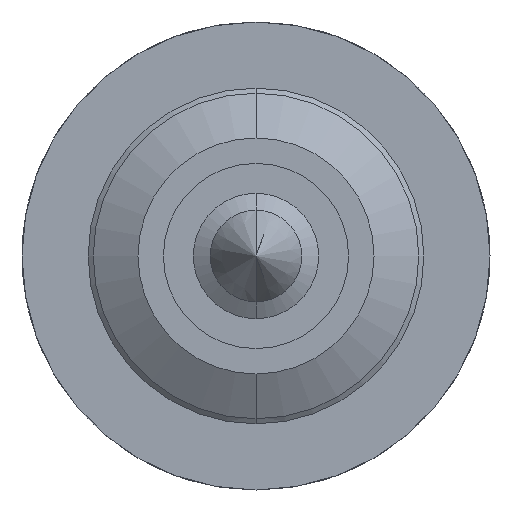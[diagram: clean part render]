
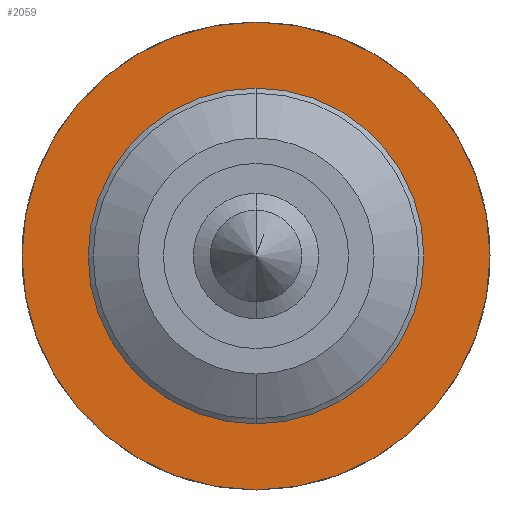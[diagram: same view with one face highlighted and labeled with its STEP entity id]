
A CAD part, front view. The second image highlights one B-rep face of the part: STEP entity #2059.
In plain terms, the highlighted planar face has unit normal (0, -1, 0).
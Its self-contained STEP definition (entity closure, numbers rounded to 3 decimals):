
#63 = DIRECTION ( 'NONE',  ( 0., 1., 0. ) ) ;
#89 = DIRECTION ( 'NONE',  ( 0., 0., 1. ) ) ;
#279 = AXIS2_PLACEMENT_3D ( 'NONE', #3545, #3222, #3851 ) ;
#352 = ORIENTED_EDGE ( 'NONE', *, *, #1537, .F. ) ;
#417 = DIRECTION ( 'NONE',  ( 0., 1., 0. ) ) ;
#442 = CARTESIAN_POINT ( 'NONE',  ( 0., -2., 0. ) ) ;
#529 = ORIENTED_EDGE ( 'NONE', *, *, #3880, .T. ) ;
#748 = CARTESIAN_POINT ( 'NONE',  ( 0., -2., 0.825 ) ) ;
#808 = FACE_BOUND ( 'NONE', #1818, .T. ) ;
#884 = CIRCLE ( 'NONE', #2638, 1.15 ) ;
#1032 = EDGE_CURVE ( 'Defeature ausgef�hrt2_5+Defeature ausgef�hrt2_6+Defeature ausgef�hrt2_6+Defeature ausgef�hrt2_6', #1794, #3113, #2043, .T. ) ;
#1049 = CARTESIAN_POINT ( 'NONE',  ( 0., -2., 1.15 ) ) ;
#1388 = DIRECTION ( 'NONE',  ( 0., 0., 1. ) ) ;
#1534 = CIRCLE ( 'NONE', #1560, 0.825 ) ;
#1537 = EDGE_CURVE ( 'Defeature ausgef�hrt2_5+Defeature ausgef�hrt2_6+Defeature ausgef�hrt2_6+Defeature ausgef�hrt2_6', #3113, #1794, #884, .T. ) ;
#1560 = AXIS2_PLACEMENT_3D ( 'NONE', #1837, #2115, #2133 ) ;
#1650 = CARTESIAN_POINT ( 'NONE',  ( 0., -2., 0. ) ) ;
#1745 = FACE_OUTER_BOUND ( 'NONE', #2703, .T. ) ;
#1794 = VERTEX_POINT ( 'NONE', #4042 ) ;
#1818 = EDGE_LOOP ( 'NONE', ( #529, #3081 ) ) ;
#1837 = CARTESIAN_POINT ( 'NONE',  ( 0., -2., 0. ) ) ;
#2043 = CIRCLE ( 'NONE', #2502, 1.15 ) ;
#2059 = ADVANCED_FACE ( 'Defeature ausgef�hrt2_6', ( #1745, #808 ), #2935, .F. ) ;
#2065 = VERTEX_POINT ( 'NONE', #748 ) ;
#2115 = DIRECTION ( 'NONE',  ( 0., 1., 0. ) ) ;
#2133 = DIRECTION ( 'NONE',  ( 0., 0., 1. ) ) ;
#2464 = ORIENTED_EDGE ( 'NONE', *, *, #1032, .F. ) ;
#2502 = AXIS2_PLACEMENT_3D ( 'NONE', #1650, #63, #89 ) ;
#2618 = CARTESIAN_POINT ( 'NONE',  ( 0., -2., -0.825 ) ) ;
#2638 = AXIS2_PLACEMENT_3D ( 'NONE', #442, #417, #3837 ) ;
#2703 = EDGE_LOOP ( 'NONE', ( #352, #2464 ) ) ;
#2935 = PLANE ( 'NONE',  #279 ) ;
#2955 = CIRCLE ( 'NONE', #3069, 0.825 ) ;
#3069 = AXIS2_PLACEMENT_3D ( 'NONE', #3239, #3577, #1388 ) ;
#3081 = ORIENTED_EDGE ( 'NONE', *, *, #3718, .T. ) ;
#3113 = VERTEX_POINT ( 'NONE', #1049 ) ;
#3157 = VERTEX_POINT ( 'NONE', #2618 ) ;
#3222 = DIRECTION ( 'NONE',  ( 0., 1., 0. ) ) ;
#3239 = CARTESIAN_POINT ( 'NONE',  ( 0., -2., 0. ) ) ;
#3545 = CARTESIAN_POINT ( 'NONE',  ( 1.15, -2., 0. ) ) ;
#3577 = DIRECTION ( 'NONE',  ( 0., 1., 0. ) ) ;
#3718 = EDGE_CURVE ( 'Defeature ausgef�hrt2_6+Defeature ausgef�hrt2_4+Defeature ausgef�hrt2_4+Defeature ausgef�hrt2_4', #3157, #2065, #2955, .T. ) ;
#3837 = DIRECTION ( 'NONE',  ( 0., 0., 1. ) ) ;
#3851 = DIRECTION ( 'NONE',  ( 0., 0., 1. ) ) ;
#3880 = EDGE_CURVE ( 'Defeature ausgef�hrt2_6+Defeature ausgef�hrt2_4+Defeature ausgef�hrt2_4+Defeature ausgef�hrt2_4', #2065, #3157, #1534, .T. ) ;
#4042 = CARTESIAN_POINT ( 'NONE',  ( 0., -2., -1.15 ) ) ;
